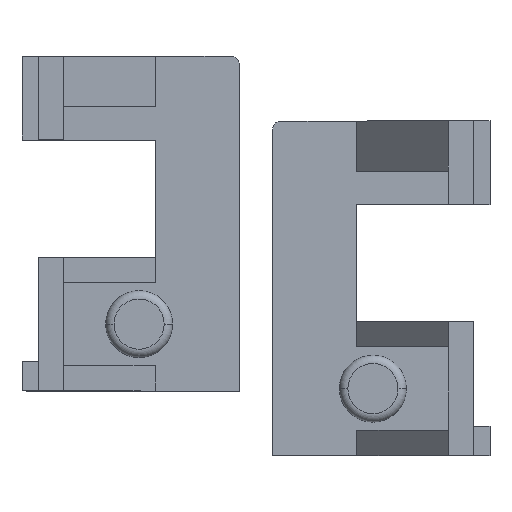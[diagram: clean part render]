
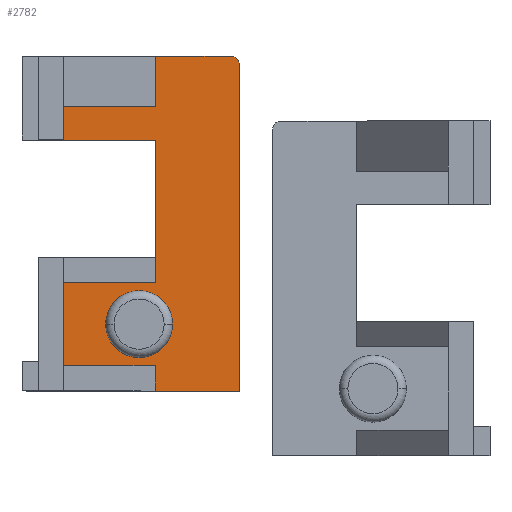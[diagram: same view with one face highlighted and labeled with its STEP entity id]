
A CAD part, top view. The second image highlights one B-rep face of the part: STEP entity #2782.
In plain terms, the highlighted face is planar.
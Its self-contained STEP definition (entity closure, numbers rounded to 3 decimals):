
#75 = DIRECTION ( 'NONE',  ( 1., 0., 0. ) ) ;
#132 = EDGE_CURVE ( 'NONE', #180, #4271, #3731, .T. ) ;
#180 = VERTEX_POINT ( 'NONE', #3844 ) ;
#241 = CARTESIAN_POINT ( 'NONE',  ( -16.758, 6.242, -4. ) ) ;
#298 = EDGE_CURVE ( 'NONE', #2711, #180, #1891, .T. ) ;
#313 = AXIS2_PLACEMENT_3D ( 'NONE', #1596, #5456, #376 ) ;
#321 = CARTESIAN_POINT ( 'NONE',  ( -16.666, -3.758, -4. ) ) ;
#334 = EDGE_CURVE ( 'NONE', #2295, #4178, #3501, .T. ) ;
#362 = ORIENTED_EDGE ( 'NONE', *, *, #4076, .T. ) ;
#376 = DIRECTION ( 'NONE',  ( 1., 0., 0. ) ) ;
#415 = DIRECTION ( 'NONE',  ( 0., 1., 0. ) ) ;
#455 = ORIENTED_EDGE ( 'NONE', *, *, #4997, .F. ) ;
#464 = DIRECTION ( 'NONE',  ( 1., 0., 0. ) ) ;
#472 = VERTEX_POINT ( 'NONE', #4592 ) ;
#503 = CARTESIAN_POINT ( 'NONE',  ( -26.758, 33.242, -4. ) ) ;
#581 = LINE ( 'NONE', #2313, #4095 ) ;
#597 = VECTOR ( 'NONE', #2647, 1000. ) ;
#625 = VERTEX_POINT ( 'NONE', #2538 ) ;
#672 = CARTESIAN_POINT ( 'NONE',  ( -26.758, 32.242, -4. ) ) ;
#686 = ORIENTED_EDGE ( 'NONE', *, *, #2616, .F. ) ;
#815 = CARTESIAN_POINT ( 'NONE',  ( 0., 0., -4. ) ) ;
#848 = VECTOR ( 'NONE', #4270, 1000. ) ;
#854 = ORIENTED_EDGE ( 'NONE', *, *, #298, .F. ) ;
#894 = LINE ( 'NONE', #2621, #1315 ) ;
#895 = DIRECTION ( 'NONE',  ( -1., 0., 0. ) ) ;
#973 = CARTESIAN_POINT ( 'NONE',  ( -16.758, 33.242, -4. ) ) ;
#981 = EDGE_CURVE ( 'NONE', #472, #4944, #2181, .T. ) ;
#1057 = DIRECTION ( 'NONE',  ( 0., 0., 1. ) ) ;
#1127 = EDGE_CURVE ( 'NONE', #4239, #4178, #894, .T. ) ;
#1162 = ORIENTED_EDGE ( 'NONE', *, *, #5123, .F. ) ;
#1176 = ORIENTED_EDGE ( 'NONE', *, *, #3375, .F. ) ;
#1229 = LINE ( 'NONE', #2533, #3818 ) ;
#1276 = DIRECTION ( 'NONE',  ( 0., -1., 0. ) ) ;
#1285 = DIRECTION ( 'NONE',  ( 0., 0., 1. ) ) ;
#1290 = FACE_OUTER_BOUND ( 'NONE', #4738, .T. ) ;
#1315 = VECTOR ( 'NONE', #464, 1000. ) ;
#1349 = DIRECTION ( 'NONE',  ( 0., -1., 0. ) ) ;
#1363 = EDGE_CURVE ( 'NONE', #625, #2810, #5483, .T. ) ;
#1369 = CARTESIAN_POINT ( 'NONE',  ( -14.758, 1.242, -4. ) ) ;
#1393 = VECTOR ( 'NONE', #2017, 1000. ) ;
#1562 = CARTESIAN_POINT ( 'NONE',  ( -25.758, 32.242, -4. ) ) ;
#1580 = CARTESIAN_POINT ( 'NONE',  ( -16.758, 6.242, -4. ) ) ;
#1596 = CARTESIAN_POINT ( 'NONE',  ( -14.758, 1.242, -4. ) ) ;
#1618 = CARTESIAN_POINT ( 'NONE',  ( -16.758, 27.242, -4. ) ) ;
#1620 = CARTESIAN_POINT ( 'NONE',  ( -5.758, 9.242, -4. ) ) ;
#1645 = LINE ( 'NONE', #1618, #848 ) ;
#1694 = VECTOR ( 'NONE', #895, 1000. ) ;
#1695 = VERTEX_POINT ( 'NONE', #973 ) ;
#1745 = CARTESIAN_POINT ( 'NONE',  ( -26.758, 33.242, -4. ) ) ;
#1755 = VECTOR ( 'NONE', #1276, 1000. ) ;
#1891 = LINE ( 'NONE', #503, #3050 ) ;
#1910 = VECTOR ( 'NONE', #5470, 1000. ) ;
#2017 = DIRECTION ( 'NONE',  ( 0., -1., 0. ) ) ;
#2107 = DIRECTION ( 'NONE',  ( 0., 1., 0. ) ) ;
#2172 = PLANE ( 'NONE',  #3744 ) ;
#2181 = CIRCLE ( 'NONE', #4423, 4. ) ;
#2193 = LINE ( 'NONE', #3893, #2775 ) ;
#2255 = DIRECTION ( 'NONE',  ( 1., 0., 0. ) ) ;
#2295 = VERTEX_POINT ( 'NONE', #2808 ) ;
#2313 = CARTESIAN_POINT ( 'NONE',  ( -16.666, -3.758, -4. ) ) ;
#2382 = VECTOR ( 'NONE', #4016, 1000. ) ;
#2432 = LINE ( 'NONE', #1580, #2382 ) ;
#2533 = CARTESIAN_POINT ( 'NONE',  ( -16.758, 6.242, -4. ) ) ;
#2538 = CARTESIAN_POINT ( 'NONE',  ( -5.758, 6.242, -4. ) ) ;
#2616 = EDGE_CURVE ( 'NONE', #625, #4029, #2432, .T. ) ;
#2620 = ORIENTED_EDGE ( 'NONE', *, *, #132, .F. ) ;
#2621 = CARTESIAN_POINT ( 'NONE',  ( -2.758, 23.242, -4. ) ) ;
#2622 = LINE ( 'NONE', #1745, #1694 ) ;
#2647 = DIRECTION ( 'NONE',  ( -1., 0., 0. ) ) ;
#2692 = ORIENTED_EDGE ( 'NONE', *, *, #3723, .T. ) ;
#2696 = VERTEX_POINT ( 'NONE', #3701 ) ;
#2711 = VERTEX_POINT ( 'NONE', #672 ) ;
#2775 = VECTOR ( 'NONE', #415, 1000. ) ;
#2782 = ADVANCED_FACE ( 'NONE', ( #3387, #1290 ), #2172, .T. ) ;
#2808 = CARTESIAN_POINT ( 'NONE',  ( -5.758, 27.242, -4. ) ) ;
#2810 = VERTEX_POINT ( 'NONE', #4734 ) ;
#2886 = ORIENTED_EDGE ( 'NONE', *, *, #1127, .F. ) ;
#2898 = VERTEX_POINT ( 'NONE', #4031 ) ;
#3050 = VECTOR ( 'NONE', #5299, 1000. ) ;
#3054 = EDGE_CURVE ( 'NONE', #2898, #2810, #581, .T. ) ;
#3128 = LINE ( 'NONE', #3578, #597 ) ;
#3167 = ORIENTED_EDGE ( 'NONE', *, *, #981, .T. ) ;
#3250 = ORIENTED_EDGE ( 'NONE', *, *, #3590, .F. ) ;
#3332 = CARTESIAN_POINT ( 'NONE',  ( -16.666, -6.758, -4. ) ) ;
#3375 = EDGE_CURVE ( 'NONE', #4029, #4309, #1229, .T. ) ;
#3387 = FACE_BOUND ( 'NONE', #4146, .T. ) ;
#3501 = LINE ( 'NONE', #5212, #3870 ) ;
#3578 = CARTESIAN_POINT ( 'NONE',  ( -16.758, 27.242, -4. ) ) ;
#3590 = EDGE_CURVE ( 'NONE', #3644, #2711, #3821, .T. ) ;
#3644 = VERTEX_POINT ( 'NONE', #5005 ) ;
#3701 = CARTESIAN_POINT ( 'NONE',  ( -16.758, 27.242, -4. ) ) ;
#3723 = EDGE_CURVE ( 'NONE', #2898, #4271, #5536, .T. ) ;
#3731 = LINE ( 'NONE', #5440, #1910 ) ;
#3733 = AXIS2_PLACEMENT_3D ( 'NONE', #1562, #1057, #4023 ) ;
#3744 = AXIS2_PLACEMENT_3D ( 'NONE', #815, #3897, #4231 ) ;
#3758 = EDGE_CURVE ( 'NONE', #2696, #1695, #1645, .T. ) ;
#3790 = ORIENTED_EDGE ( 'NONE', *, *, #3054, .F. ) ;
#3818 = VECTOR ( 'NONE', #2107, 1000. ) ;
#3821 = CIRCLE ( 'NONE', #3733, 1. ) ;
#3844 = CARTESIAN_POINT ( 'NONE',  ( -26.758, -6.758, -4. ) ) ;
#3870 = VECTOR ( 'NONE', #1349, 1000. ) ;
#3893 = CARTESIAN_POINT ( 'NONE',  ( -16.758, 9.242, -4. ) ) ;
#3897 = DIRECTION ( 'NONE',  ( 0., 0., -1. ) ) ;
#4016 = DIRECTION ( 'NONE',  ( -1., 0., 0. ) ) ;
#4023 = DIRECTION ( 'NONE',  ( 1., 0., 0. ) ) ;
#4029 = VERTEX_POINT ( 'NONE', #241 ) ;
#4031 = CARTESIAN_POINT ( 'NONE',  ( -16.666, -3.758, -4. ) ) ;
#4062 = CARTESIAN_POINT ( 'NONE',  ( -16.758, 23.242, -4. ) ) ;
#4076 = EDGE_CURVE ( 'NONE', #4944, #472, #5088, .T. ) ;
#4095 = VECTOR ( 'NONE', #2255, 1000. ) ;
#4146 = EDGE_LOOP ( 'NONE', ( #362, #3167 ) ) ;
#4178 = VERTEX_POINT ( 'NONE', #5485 ) ;
#4231 = DIRECTION ( 'NONE',  ( 1., 0., 0. ) ) ;
#4239 = VERTEX_POINT ( 'NONE', #4062 ) ;
#4270 = DIRECTION ( 'NONE',  ( 0., 1., 0. ) ) ;
#4271 = VERTEX_POINT ( 'NONE', #3332 ) ;
#4309 = VERTEX_POINT ( 'NONE', #5046 ) ;
#4423 = AXIS2_PLACEMENT_3D ( 'NONE', #1369, #1285, #75 ) ;
#4592 = CARTESIAN_POINT ( 'NONE',  ( -18.758, 1.242, -4. ) ) ;
#4700 = ORIENTED_EDGE ( 'NONE', *, *, #1363, .T. ) ;
#4734 = CARTESIAN_POINT ( 'NONE',  ( -5.758, -3.758, -4. ) ) ;
#4738 = EDGE_LOOP ( 'NONE', ( #4924, #1162, #4803, #2886, #4972, #1176, #686, #4700, #3790, #2692, #2620, #854, #3250, #455 ) ) ;
#4803 = ORIENTED_EDGE ( 'NONE', *, *, #334, .T. ) ;
#4924 = ORIENTED_EDGE ( 'NONE', *, *, #3758, .F. ) ;
#4944 = VERTEX_POINT ( 'NONE', #5550 ) ;
#4972 = ORIENTED_EDGE ( 'NONE', *, *, #4991, .F. ) ;
#4991 = EDGE_CURVE ( 'NONE', #4309, #4239, #2193, .T. ) ;
#4997 = EDGE_CURVE ( 'NONE', #1695, #3644, #2622, .T. ) ;
#5005 = CARTESIAN_POINT ( 'NONE',  ( -25.758, 33.242, -4. ) ) ;
#5046 = CARTESIAN_POINT ( 'NONE',  ( -16.758, 9.242, -4. ) ) ;
#5088 = CIRCLE ( 'NONE', #313, 4. ) ;
#5123 = EDGE_CURVE ( 'NONE', #2295, #2696, #3128, .T. ) ;
#5212 = CARTESIAN_POINT ( 'NONE',  ( -5.758, 33.242, -4. ) ) ;
#5299 = DIRECTION ( 'NONE',  ( 0., -1., 0. ) ) ;
#5440 = CARTESIAN_POINT ( 'NONE',  ( -26.758, -6.758, -4. ) ) ;
#5456 = DIRECTION ( 'NONE',  ( 0., 0., 1. ) ) ;
#5470 = DIRECTION ( 'NONE',  ( 1., 0., 0. ) ) ;
#5483 = LINE ( 'NONE', #1620, #1393 ) ;
#5485 = CARTESIAN_POINT ( 'NONE',  ( -5.758, 23.242, -4. ) ) ;
#5536 = LINE ( 'NONE', #321, #1755 ) ;
#5550 = CARTESIAN_POINT ( 'NONE',  ( -10.758, 1.242, -4. ) ) ;
